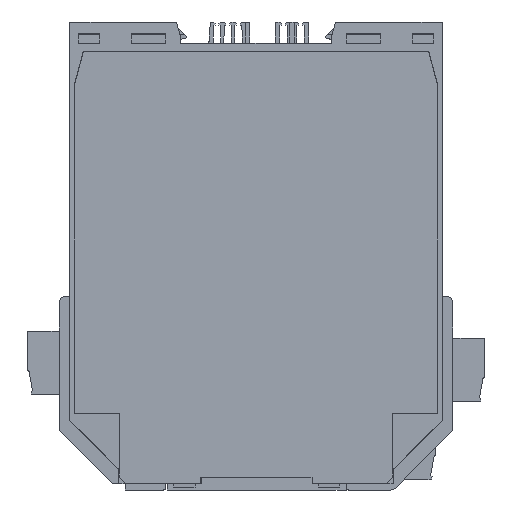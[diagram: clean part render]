
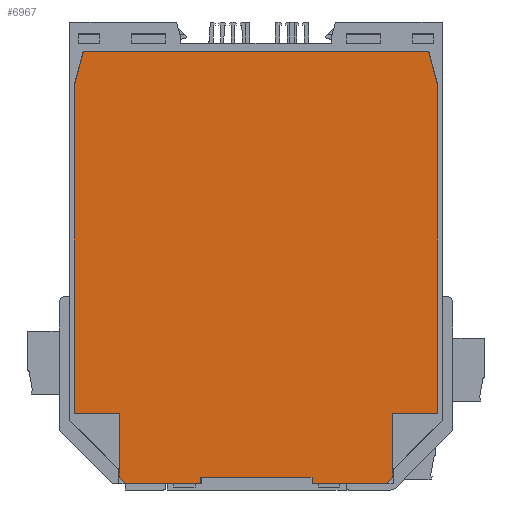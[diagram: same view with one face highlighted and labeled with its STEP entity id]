
A CAD part, front view. The second image highlights one B-rep face of the part: STEP entity #6967.
In plain terms, the highlighted planar face has unit normal (0, -1, 0).
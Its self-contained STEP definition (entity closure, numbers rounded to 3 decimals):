
#35=DIRECTION('',(-1.,0.,0.));
#36=VECTOR('',#35,10.65);
#37=CARTESIAN_POINT('',(42.7,-10.,-84.95));
#38=LINE('',#37,#36);
#39=DIRECTION('',(0.,0.,1.));
#40=VECTOR('',#39,13.4);
#41=CARTESIAN_POINT('',(32.05,-10.,-98.35));
#42=LINE('',#41,#40);
#43=DIRECTION('',(-0.707,0.,-0.707));
#44=VECTOR('',#43,0.212);
#45=CARTESIAN_POINT('',(32.2,-10.,-98.2));
#46=LINE('',#45,#44);
#47=DIRECTION('',(-0.707,0.,-0.707));
#48=VECTOR('',#47,2.121);
#49=CARTESIAN_POINT('',(32.2,-10.,-100.));
#50=LINE('',#49,#48);
#51=DIRECTION('',(-1.,0.,0.));
#52=VECTOR('',#51,26.);
#53=CARTESIAN_POINT('',(13.,-10.,-100.));
#54=LINE('',#53,#52);
#55=DIRECTION('',(0.,0.,-1.));
#56=VECTOR('',#55,1.5);
#57=CARTESIAN_POINT('',(-13.,-10.,-100.));
#58=LINE('',#57,#56);
#59=DIRECTION('',(-0.707,0.,0.707));
#60=VECTOR('',#59,2.121);
#61=CARTESIAN_POINT('',(-30.7,-10.,-101.5));
#62=LINE('',#61,#60);
#63=DIRECTION('',(0.707,0.,-0.707));
#64=VECTOR('',#63,0.212);
#65=CARTESIAN_POINT('',(-32.2,-10.,-98.2));
#66=LINE('',#65,#64);
#67=DIRECTION('',(0.,0.,-1.));
#68=VECTOR('',#67,13.4);
#69=CARTESIAN_POINT('',(-32.05,-10.,-84.95));
#70=LINE('',#69,#68);
#71=DIRECTION('',(1.,0.,0.));
#72=VECTOR('',#71,10.65);
#73=CARTESIAN_POINT('',(-42.7,-10.,-84.95));
#74=LINE('',#73,#72);
#75=DIRECTION('',(0.259,0.,0.966));
#76=VECTOR('',#75,8.282);
#77=CARTESIAN_POINT('',(-42.7,-10.,-8.));
#78=LINE('',#77,#76);
#79=DIRECTION('',(-1.,0.,0.));
#80=VECTOR('',#79,81.113);
#81=CARTESIAN_POINT('',(40.556,-10.,0.));
#82=LINE('',#81,#80);
#83=DIRECTION('',(0.259,0.,-0.966));
#84=VECTOR('',#83,8.282);
#85=CARTESIAN_POINT('',(40.556,-10.,0.));
#86=LINE('',#85,#84);
#99=DIRECTION('',(0.,0.,1.));
#100=VECTOR('',#99,76.95);
#101=CARTESIAN_POINT('',(42.7,-10.,-84.95));
#102=LINE('',#101,#100);
#167=DIRECTION('',(0.,0.,-1.));
#168=VECTOR('',#167,76.95);
#169=CARTESIAN_POINT('',(-42.7,-10.,-8.));
#170=LINE('',#169,#168);
#199=DIRECTION('',(0.,0.,-1.));
#200=VECTOR('',#199,1.8);
#201=CARTESIAN_POINT('',(-32.2,-10.,-98.2));
#202=LINE('',#201,#200);
#283=DIRECTION('',(1.,0.,0.));
#284=VECTOR('',#283,17.7);
#285=CARTESIAN_POINT('',(-30.7,-10.,-101.5));
#286=LINE('',#285,#284);
#359=DIRECTION('',(1.,0.,0.));
#360=VECTOR('',#359,17.7);
#361=CARTESIAN_POINT('',(13.,-10.,-101.5));
#362=LINE('',#361,#360);
#2298=DIRECTION('',(0.,0.,1.));
#2299=VECTOR('',#2298,1.8);
#2300=CARTESIAN_POINT('',(32.2,-10.,-100.));
#2301=LINE('',#2300,#2299);
#5062=DIRECTION('',(0.,0.,-1.));
#5063=VECTOR('',#5062,1.5);
#5064=CARTESIAN_POINT('',(13.,-10.,-100.));
#5065=LINE('',#5064,#5063);
#5264=CARTESIAN_POINT('',(-13.,-10.,-100.));
#5265=CARTESIAN_POINT('',(-13.,-10.,-101.5));
#5266=VERTEX_POINT('',#5264);
#5267=VERTEX_POINT('',#5265);
#5268=CARTESIAN_POINT('',(-30.7,-10.,-101.5));
#5269=VERTEX_POINT('',#5268);
#5270=CARTESIAN_POINT('',(-32.2,-10.,-100.));
#5271=VERTEX_POINT('',#5270);
#5272=CARTESIAN_POINT('',(32.2,-10.,-100.));
#5273=CARTESIAN_POINT('',(30.7,-10.,-101.5));
#5274=VERTEX_POINT('',#5272);
#5275=VERTEX_POINT('',#5273);
#5276=CARTESIAN_POINT('',(13.,-10.,-101.5));
#5277=VERTEX_POINT('',#5276);
#5278=CARTESIAN_POINT('',(13.,-10.,-100.));
#5279=VERTEX_POINT('',#5278);
#6082=CARTESIAN_POINT('',(42.7,-10.,-84.95));
#6083=CARTESIAN_POINT('',(32.05,-10.,-84.95));
#6084=VERTEX_POINT('',#6082);
#6085=VERTEX_POINT('',#6083);
#6086=CARTESIAN_POINT('',(32.05,-10.,-98.35));
#6087=VERTEX_POINT('',#6086);
#6088=CARTESIAN_POINT('',(32.2,-10.,-98.2));
#6089=VERTEX_POINT('',#6088);
#6090=CARTESIAN_POINT('',(-32.2,-10.,-98.2));
#6091=CARTESIAN_POINT('',(-32.05,-10.,-98.35));
#6092=VERTEX_POINT('',#6090);
#6093=VERTEX_POINT('',#6091);
#6094=CARTESIAN_POINT('',(-32.05,-10.,-84.95));
#6095=VERTEX_POINT('',#6094);
#6096=CARTESIAN_POINT('',(-42.7,-10.,-84.95));
#6097=VERTEX_POINT('',#6096);
#6098=CARTESIAN_POINT('',(40.556,-10.,0.));
#6099=CARTESIAN_POINT('',(-40.556,-10.,0.));
#6100=VERTEX_POINT('',#6098);
#6101=VERTEX_POINT('',#6099);
#6158=CARTESIAN_POINT('',(-42.7,-10.,-8.));
#6159=VERTEX_POINT('',#6158);
#6160=CARTESIAN_POINT('',(42.7,-10.,-8.));
#6161=VERTEX_POINT('',#6160);
#6920=CARTESIAN_POINT('',(0.,-10.,0.));
#6921=DIRECTION('',(0.,1.,0.));
#6922=DIRECTION('',(1.,0.,0.));
#6923=AXIS2_PLACEMENT_3D('',#6920,#6921,#6922);
#6924=PLANE('',#6923);
#6926=ORIENTED_EDGE('',*,*,#6925,.T.);
#6928=ORIENTED_EDGE('',*,*,#6927,.F.);
#6930=ORIENTED_EDGE('',*,*,#6929,.F.);
#6932=ORIENTED_EDGE('',*,*,#6931,.F.);
#6934=ORIENTED_EDGE('',*,*,#6933,.T.);
#6936=ORIENTED_EDGE('',*,*,#6935,.F.);
#6938=ORIENTED_EDGE('',*,*,#6937,.F.);
#6940=ORIENTED_EDGE('',*,*,#6939,.T.);
#6942=ORIENTED_EDGE('',*,*,#6941,.T.);
#6944=ORIENTED_EDGE('',*,*,#6943,.F.);
#6946=ORIENTED_EDGE('',*,*,#6945,.T.);
#6948=ORIENTED_EDGE('',*,*,#6947,.F.);
#6950=ORIENTED_EDGE('',*,*,#6949,.T.);
#6952=ORIENTED_EDGE('',*,*,#6951,.F.);
#6954=ORIENTED_EDGE('',*,*,#6953,.F.);
#6956=ORIENTED_EDGE('',*,*,#6955,.F.);
#6958=ORIENTED_EDGE('',*,*,#6957,.T.);
#6960=ORIENTED_EDGE('',*,*,#6959,.F.);
#6962=ORIENTED_EDGE('',*,*,#6961,.T.);
#6964=ORIENTED_EDGE('',*,*,#6963,.F.);
#6965=EDGE_LOOP('',(#6926,#6928,#6930,#6932,#6934,#6936,#6938,#6940,#6942,#6944,
#6946,#6948,#6950,#6952,#6954,#6956,#6958,#6960,#6962,#6964));
#6966=FACE_OUTER_BOUND('',#6965,.F.);
#6967=ADVANCED_FACE('',(#6966),#6924,.F.);
#6925=EDGE_CURVE('',#6084,#6085,#38,.T.);
#6927=EDGE_CURVE('',#6087,#6085,#42,.T.);
#6929=EDGE_CURVE('',#6089,#6087,#46,.T.);
#6931=EDGE_CURVE('',#5274,#6089,#2301,.T.);
#6933=EDGE_CURVE('',#5274,#5275,#50,.T.);
#6935=EDGE_CURVE('',#5277,#5275,#362,.T.);
#6937=EDGE_CURVE('',#5279,#5277,#5065,.T.);
#6939=EDGE_CURVE('',#5279,#5266,#54,.T.);
#6941=EDGE_CURVE('',#5266,#5267,#58,.T.);
#6943=EDGE_CURVE('',#5269,#5267,#286,.T.);
#6945=EDGE_CURVE('',#5269,#5271,#62,.T.);
#6947=EDGE_CURVE('',#6092,#5271,#202,.T.);
#6949=EDGE_CURVE('',#6092,#6093,#66,.T.);
#6951=EDGE_CURVE('',#6095,#6093,#70,.T.);
#6953=EDGE_CURVE('',#6097,#6095,#74,.T.);
#6955=EDGE_CURVE('',#6159,#6097,#170,.T.);
#6957=EDGE_CURVE('',#6159,#6101,#78,.T.);
#6959=EDGE_CURVE('',#6100,#6101,#82,.T.);
#6961=EDGE_CURVE('',#6100,#6161,#86,.T.);
#6963=EDGE_CURVE('',#6084,#6161,#102,.T.);
